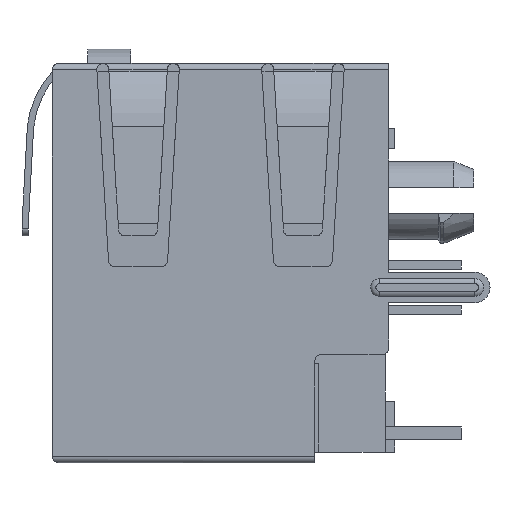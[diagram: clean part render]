
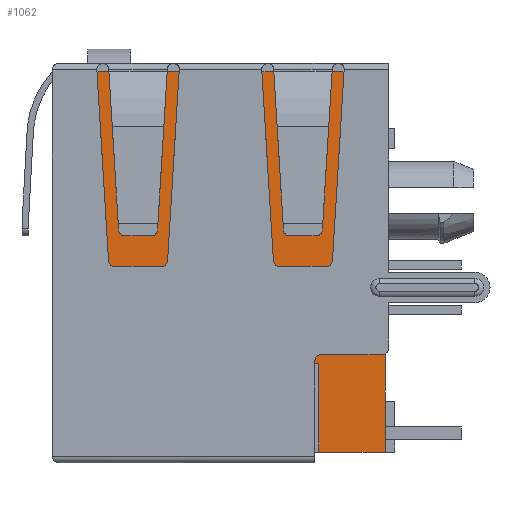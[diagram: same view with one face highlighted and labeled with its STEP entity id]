
A CAD part, left-side view. The second image highlights one B-rep face of the part: STEP entity #1062.
In plain terms, the highlighted planar face has unit normal (-1, 0, 0).
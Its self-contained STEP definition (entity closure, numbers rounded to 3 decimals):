
#1062 = ADVANCED_FACE ( 'NONE', ( #8354 ), #8721, .T. ) ;
#1491 = ORIENTED_EDGE ( 'NONE', *, *, #4570, .F. ) ;
#1760 = ORIENTED_EDGE ( 'NONE', *, *, #4168, .T. ) ;
#1913 = ORIENTED_EDGE ( 'NONE', *, *, #4197, .F. ) ;
#2029 = ORIENTED_EDGE ( 'NONE', *, *, #4566, .T. ) ;
#2152 = ORIENTED_EDGE ( 'NONE', *, *, #4387, .F. ) ;
#2298 = ORIENTED_EDGE ( 'NONE', *, *, #4263, .F. ) ;
#2391 = ORIENTED_EDGE ( 'NONE', *, *, #4104, .F. ) ;
#2567 = ORIENTED_EDGE ( 'NONE', *, *, #4568, .F. ) ;
#4104 = EDGE_CURVE ( 'NONE', #6105, #6303, #14294, .T. ) ;
#4168 = EDGE_CURVE ( 'NONE', #6221, #6220, #14403, .T. ) ;
#4197 = EDGE_CURVE ( 'NONE', #6301, #6106, #14455, .T. ) ;
#4263 = EDGE_CURVE ( 'NONE', #6302, #6292, #15544, .T. ) ;
#4387 = EDGE_CURVE ( 'NONE', #6106, #6105, #15756, .T. ) ;
#4566 = EDGE_CURVE ( 'NONE', #6302, #6221, #16071, .T. ) ;
#4568 = EDGE_CURVE ( 'NONE', #6292, #6301, #16075, .T. ) ;
#4570 = EDGE_CURVE ( 'NONE', #6303, #6220, #16044, .T. ) ;
#4840 = AXIS2_PLACEMENT_3D ( 'NONE', #8722, #8734, #8735 ) ;
#5869 = EDGE_LOOP ( 'NONE', ( #2567, #2298, #2029, #1760, #1491, #2391, #2152, #1913 ) ) ;
#6105 = VERTEX_POINT ( 'NONE', #17496 ) ;
#6106 = VERTEX_POINT ( 'NONE', #17497 ) ;
#6220 = VERTEX_POINT ( 'NONE', #17614 ) ;
#6221 = VERTEX_POINT ( 'NONE', #17616 ) ;
#6292 = VERTEX_POINT ( 'NONE', #17687 ) ;
#6301 = VERTEX_POINT ( 'NONE', #17696 ) ;
#6302 = VERTEX_POINT ( 'NONE', #17697 ) ;
#6303 = VERTEX_POINT ( 'NONE', #17698 ) ;
#8354 = FACE_OUTER_BOUND ( 'NONE', #5869, .T. ) ;
#8721 = PLANE ( 'NONE',  #4840 ) ;
#8722 = CARTESIAN_POINT ( 'NONE',  ( -7.9, 12.83, -9.92 ) ) ;
#8734 = DIRECTION ( 'NONE',  ( -1., 0., 0. ) ) ;
#8735 = DIRECTION ( 'NONE',  ( 0., -1., 0. ) ) ;
#14294 = LINE ( 'NONE', #14984, #14303 ) ;
#14303 = VECTOR ( 'NONE', #14997, 1000. ) ;
#14403 = LINE ( 'NONE', #15154, #14407 ) ;
#14407 = VECTOR ( 'NONE', #15157, 1000. ) ;
#14455 = LINE ( 'NONE', #15227, #14458 ) ;
#14458 = VECTOR ( 'NONE', #15228, 1000. ) ;
#14984 = CARTESIAN_POINT ( 'NONE',  ( -7.9, 0.35, -9.92 ) ) ;
#14997 = DIRECTION ( 'NONE',  ( 0., 0., -1. ) ) ;
#15154 = CARTESIAN_POINT ( 'NONE',  ( -7.9, 0., -9.92 ) ) ;
#15157 = DIRECTION ( 'NONE',  ( 0., 0., 1. ) ) ;
#15227 = CARTESIAN_POINT ( 'NONE',  ( -7.9, 12.83, -9.92 ) ) ;
#15228 = DIRECTION ( 'NONE',  ( 0., 0., 1. ) ) ;
#15372 = DIRECTION ( 'NONE',  ( 0., 0., 1. ) ) ;
#15376 = CARTESIAN_POINT ( 'NONE',  ( -7.9, 2.63, -9.92 ) ) ;
#15544 = LINE ( 'NONE', #15376, #15546 ) ;
#15546 = VECTOR ( 'NONE', #15372, 1000. ) ;
#15756 = LINE ( 'NONE', #16485, #15759 ) ;
#15759 = VECTOR ( 'NONE', #16486, 1000. ) ;
#16044 = LINE ( 'NONE', #16917, #16080 ) ;
#16071 = LINE ( 'NONE', #16909, #16074 ) ;
#16074 = VECTOR ( 'NONE', #16910, 1000. ) ;
#16075 = LINE ( 'NONE', #16913, #16078 ) ;
#16078 = VECTOR ( 'NONE', #16914, 1000. ) ;
#16080 = VECTOR ( 'NONE', #16905, 1000. ) ;
#16485 = CARTESIAN_POINT ( 'NONE',  ( -7.9, 12.83, 5.08 ) ) ;
#16486 = DIRECTION ( 'NONE',  ( 0., -1., 0. ) ) ;
#16905 = DIRECTION ( 'NONE',  ( 0., -1., 0. ) ) ;
#16909 = CARTESIAN_POINT ( 'NONE',  ( -7.9, 12.83, -9.92 ) ) ;
#16910 = DIRECTION ( 'NONE',  ( 0., -1., 0. ) ) ;
#16913 = CARTESIAN_POINT ( 'NONE',  ( -7.9, 2.63, -6.42 ) ) ;
#16914 = DIRECTION ( 'NONE',  ( 0., 1., 0. ) ) ;
#16917 = CARTESIAN_POINT ( 'NONE',  ( -7.9, 12.83, 2.83 ) ) ;
#17496 = CARTESIAN_POINT ( 'NONE',  ( -7.9, 0.35, 5.08 ) ) ;
#17497 = CARTESIAN_POINT ( 'NONE',  ( -7.9, 12.83, 5.08 ) ) ;
#17614 = CARTESIAN_POINT ( 'NONE',  ( -7.9, 0., 2.83 ) ) ;
#17616 = CARTESIAN_POINT ( 'NONE',  ( -7.9, 0., -9.92 ) ) ;
#17687 = CARTESIAN_POINT ( 'NONE',  ( -7.9, 2.63, -6.42 ) ) ;
#17696 = CARTESIAN_POINT ( 'NONE',  ( -7.9, 12.83, -6.42 ) ) ;
#17697 = CARTESIAN_POINT ( 'NONE',  ( -7.9, 2.63, -9.92 ) ) ;
#17698 = CARTESIAN_POINT ( 'NONE',  ( -7.9, 0.35, 2.83 ) ) ;
